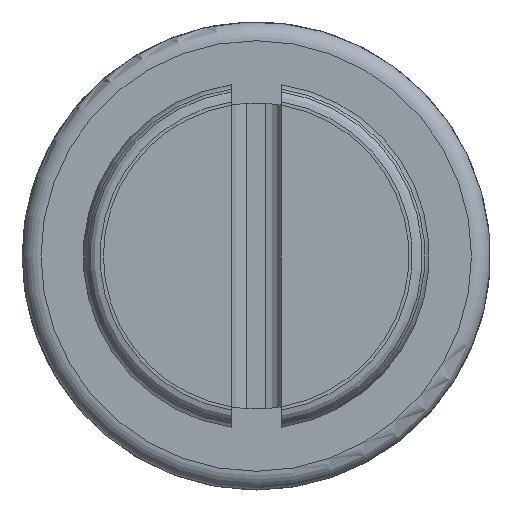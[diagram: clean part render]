
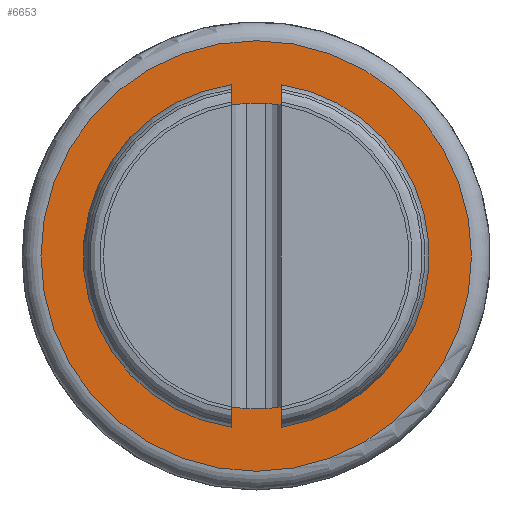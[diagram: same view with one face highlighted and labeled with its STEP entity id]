
A CAD part, left-side view. The second image highlights one B-rep face of the part: STEP entity #6653.
In plain terms, the highlighted planar face has unit normal (-1, 0, 0).
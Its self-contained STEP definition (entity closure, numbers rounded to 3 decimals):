
#14=FACE_BOUND('',#1102,.T.);
#358=CIRCLE('',#7188,2.45);
#359=CIRCLE('',#7190,3.45);
#360=CIRCLE('',#7191,3.45);
#728=FACE_OUTER_BOUND('',#1101,.T.);
#1101=EDGE_LOOP('',(#5550,#5551));
#1102=EDGE_LOOP('',(#5552));
#3150=VERTEX_POINT('',#10980);
#3151=VERTEX_POINT('',#10984);
#3152=VERTEX_POINT('',#10985);
#4043=EDGE_CURVE('',#3150,#3150,#358,.T.);
#4044=EDGE_CURVE('',#3151,#3152,#359,.T.);
#4045=EDGE_CURVE('',#3152,#3151,#360,.T.);
#5550=ORIENTED_EDGE('',*,*,#4044,.T.);
#5551=ORIENTED_EDGE('',*,*,#4045,.T.);
#5552=ORIENTED_EDGE('',*,*,#4043,.T.);
#6295=PLANE('',#7196);
#6653=ADVANCED_FACE('',(#728,#14),#6295,.T.);
#7188=AXIS2_PLACEMENT_3D('',#10982,#8891,#8892);
#7190=AXIS2_PLACEMENT_3D('',#10986,#8895,#8896);
#7191=AXIS2_PLACEMENT_3D('',#10987,#8897,#8898);
#7196=AXIS2_PLACEMENT_3D('',#10995,#8907,#8908);
#8891=DIRECTION('center_axis',(1.,0.,0.));
#8892=DIRECTION('ref_axis',(0.,-1.,0.));
#8895=DIRECTION('center_axis',(-1.,0.,0.));
#8896=DIRECTION('ref_axis',(0.,0.,1.));
#8897=DIRECTION('center_axis',(-1.,0.,0.));
#8898=DIRECTION('ref_axis',(0.,0.,1.));
#8907=DIRECTION('center_axis',(-1.,0.,0.));
#8908=DIRECTION('ref_axis',(0.,0.,1.));
#10980=CARTESIAN_POINT('',(-10.225,0.929,4.751));
#10982=CARTESIAN_POINT('Origin',(-10.225,-1.521,4.751));
#10984=CARTESIAN_POINT('',(-10.225,1.929,4.751));
#10985=CARTESIAN_POINT('',(-10.225,-1.521,1.301));
#10986=CARTESIAN_POINT('Origin',(-10.225,-1.521,4.751));
#10987=CARTESIAN_POINT('Origin',(-10.225,-1.521,4.751));
#10995=CARTESIAN_POINT('Origin',(-10.225,-1.521,4.751));
